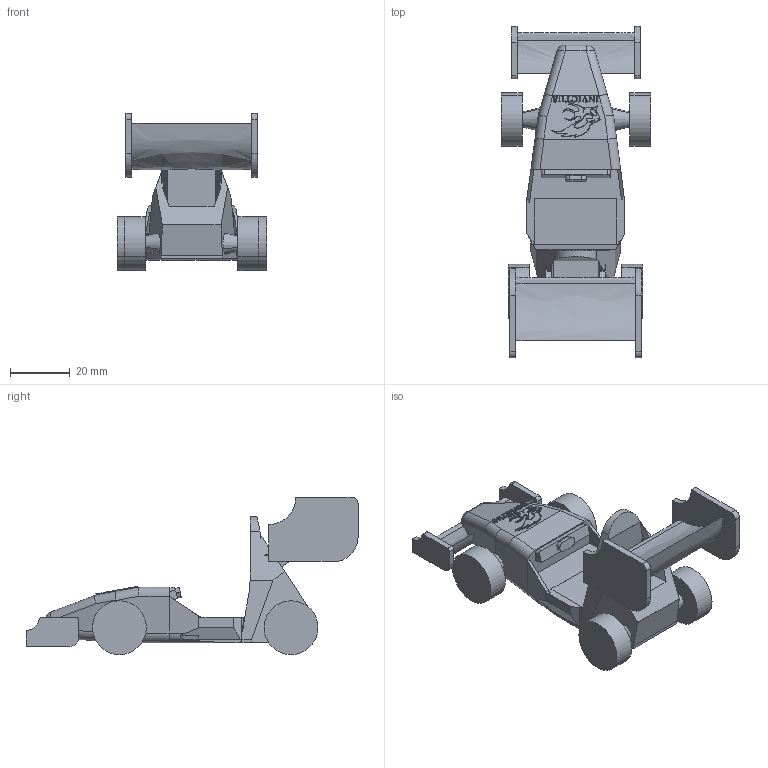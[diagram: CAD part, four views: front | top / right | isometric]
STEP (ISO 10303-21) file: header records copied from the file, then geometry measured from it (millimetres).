
FILE_DESCRIPTION(('CATIA V5 STEP Exchange'),'2;1');
FILE_NAME('Invictus 3D v1 logo.stp','2021-08-09T15:56:41+00:00',('none'),('none'),'CATIA Version 5 Release 19 SP 2 (IN-10)','CATIA V5 STEP AP203','none');
FILE_SCHEMA(('CONFIG_CONTROL_DESIGN'));
Length unit declared in the file: millimetre
Products named in the file (1): Vulcanix 3D
Bounding box: 50 x 111.07 x 52.58 mm (x, y, z)
Volume: 48773.9 mm3; surface area: 19727.2 mm2
Topology: 1 solids, 1 shells, 1124 faces, 3280 edges, 2174 vertices
Faces by surface type: cylinder 887, plane 213, cone 8, extrusion 6, bspline 5, sphere 5
Entity records: 37962 total; most frequent: CARTESIAN_POINT 9678, ORIENTED_EDGE 6548, DIRECTION 4761, EDGE_CURVE 3274, AXIS2_PLACEMENT_3D 2339, VERTEX_POINT 2174, VECTOR 1373, LINE 1367
